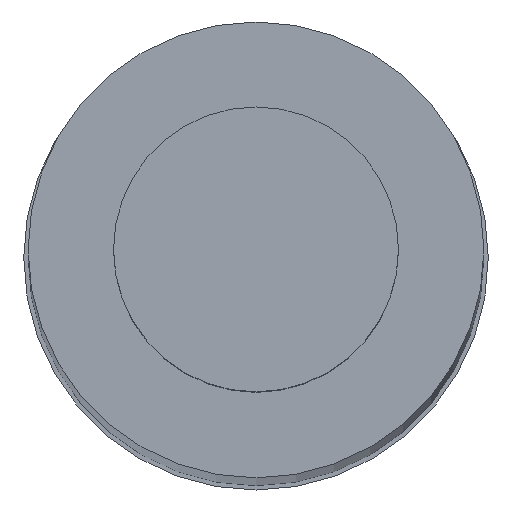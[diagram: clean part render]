
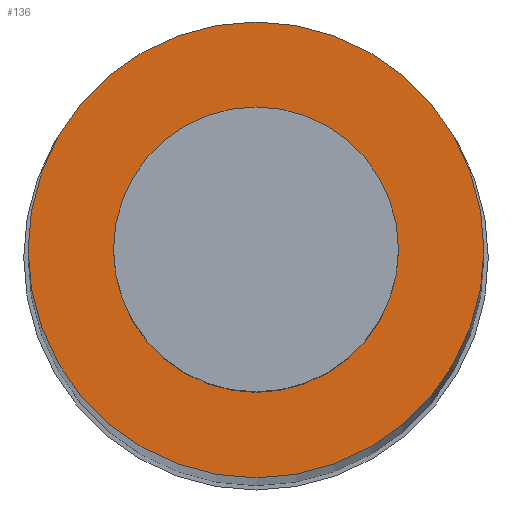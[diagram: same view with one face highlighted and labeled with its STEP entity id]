
A CAD part, top view. The second image highlights one B-rep face of the part: STEP entity #136.
In plain terms, the highlighted planar face has unit normal (0, 0, 1).
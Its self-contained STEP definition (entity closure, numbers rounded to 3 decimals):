
#16=FACE_BOUND('',#34,.T.);
#19=PLANE('',#172);
#25=FACE_OUTER_BOUND('',#33,.T.);
#33=EDGE_LOOP('',(#108,#109));
#34=EDGE_LOOP('',(#110,#111));
#50=CIRCLE('',#164,12.5);
#51=CIRCLE('',#165,12.5);
#52=CIRCLE('',#168,20.);
#53=CIRCLE('',#169,20.);
#64=VERTEX_POINT('',#239);
#65=VERTEX_POINT('',#241);
#66=VERTEX_POINT('',#246);
#67=VERTEX_POINT('',#247);
#79=EDGE_CURVE('',#65,#64,#50,.T.);
#80=EDGE_CURVE('',#64,#65,#51,.T.);
#81=EDGE_CURVE('',#66,#67,#52,.T.);
#82=EDGE_CURVE('',#67,#66,#53,.T.);
#108=ORIENTED_EDGE('',*,*,#81,.T.);
#109=ORIENTED_EDGE('',*,*,#82,.T.);
#110=ORIENTED_EDGE('',*,*,#79,.T.);
#111=ORIENTED_EDGE('',*,*,#80,.T.);
#136=ADVANCED_FACE('',(#25,#16),#19,.T.);
#164=AXIS2_PLACEMENT_3D('',#242,#192,#193);
#165=AXIS2_PLACEMENT_3D('',#243,#194,#195);
#168=AXIS2_PLACEMENT_3D('',#248,#200,#201);
#169=AXIS2_PLACEMENT_3D('',#249,#202,#203);
#172=AXIS2_PLACEMENT_3D('',#255,#209,#210);
#192=DIRECTION('center_axis',(0.,0.,-1.));
#193=DIRECTION('ref_axis',(1.,0.,0.));
#194=DIRECTION('center_axis',(0.,0.,-1.));
#195=DIRECTION('ref_axis',(1.,0.,0.));
#200=DIRECTION('center_axis',(0.,0.,1.));
#201=DIRECTION('ref_axis',(1.,0.,0.));
#202=DIRECTION('center_axis',(0.,0.,1.));
#203=DIRECTION('ref_axis',(1.,0.,0.));
#209=DIRECTION('center_axis',(0.,0.,1.));
#210=DIRECTION('ref_axis',(1.,0.,0.));
#239=CARTESIAN_POINT('',(-12.5,0.,440.));
#241=CARTESIAN_POINT('',(12.5,0.,440.));
#242=CARTESIAN_POINT('Origin',(0.,0.,440.));
#243=CARTESIAN_POINT('Origin',(0.,0.,440.));
#246=CARTESIAN_POINT('',(20.,0.,440.));
#247=CARTESIAN_POINT('',(-20.,0.,440.));
#248=CARTESIAN_POINT('Origin',(0.,0.,440.));
#249=CARTESIAN_POINT('Origin',(0.,0.,440.));
#255=CARTESIAN_POINT('Origin',(0.,0.,440.));
